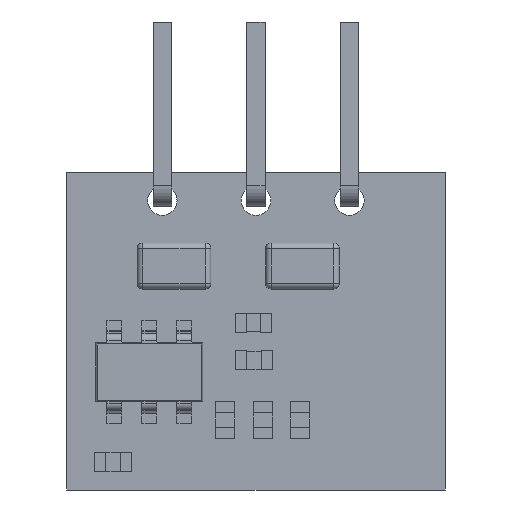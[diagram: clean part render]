
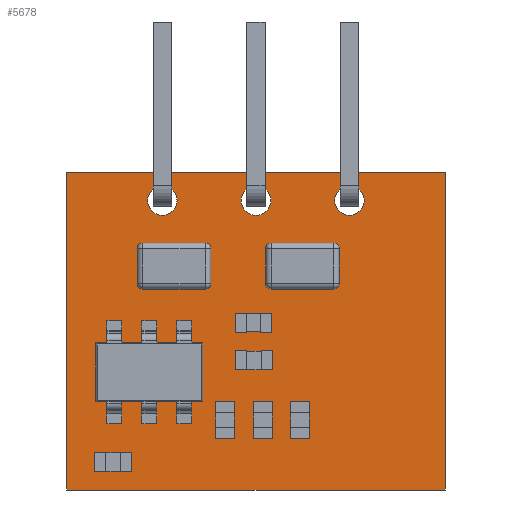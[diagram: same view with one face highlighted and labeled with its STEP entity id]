
A CAD part, front view. The second image highlights one B-rep face of the part: STEP entity #5678.
In plain terms, the highlighted planar face has unit normal (0, -1, 0).
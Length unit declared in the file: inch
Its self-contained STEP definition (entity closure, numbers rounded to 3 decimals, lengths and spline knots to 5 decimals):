
#155 = ORIENTED_EDGE ( 'NONE', *, *, #11572, .F. ) ;
#271 = VERTEX_POINT ( 'NONE', #6231 ) ;
#417 = EDGE_CURVE ( 'NONE', #7101, #18977, #15427, .T. ) ;
#832 = AXIS2_PLACEMENT_3D ( 'NONE', #6806, #12802, #19115 ) ;
#1571 = FACE_OUTER_BOUND ( 'NONE', #19441, .T. ) ;
#1587 = EDGE_CURVE ( 'NONE', #2482, #15323, #14180, .T. ) ;
#1683 = CARTESIAN_POINT ( 'NONE',  ( 0.40448, -0.02363, -0.33897 ) ) ;
#1753 = CARTESIAN_POINT ( 'NONE',  ( 0.40448, -0.02363, 0. ) ) ;
#1817 = CARTESIAN_POINT ( 'NONE',  ( 0.18649, -0.02363, -0.02949 ) ) ;
#1865 = ORIENTED_EDGE ( 'NONE', *, *, #7733, .F. ) ;
#2116 = AXIS2_PLACEMENT_3D ( 'NONE', #1753, #13542, #4679 ) ;
#2482 = VERTEX_POINT ( 'NONE', #16350 ) ;
#2714 = DIRECTION ( 'NONE',  ( 0., -1., 0. ) ) ;
#2767 = EDGE_LOOP ( 'NONE', ( #9254, #9559 ) ) ;
#2847 = ORIENTED_EDGE ( 'NONE', *, *, #417, .F. ) ;
#3245 = EDGE_CURVE ( 'NONE', #13224, #271, #8902, .T. ) ;
#3305 = CARTESIAN_POINT ( 'NONE',  ( 0., -0.02363, 0. ) ) ;
#4068 = CARTESIAN_POINT ( 'NONE',  ( 0.20224, -0.02363, -0.02949 ) ) ;
#4679 = DIRECTION ( 'NONE',  ( -1., 0., 0. ) ) ;
#4869 = CIRCLE ( 'NONE', #7377, 0.01575 ) ;
#5049 = DIRECTION ( 'NONE',  ( 0., -1., 0. ) ) ;
#5101 = VECTOR ( 'NONE', #14279, 39.37008 ) ;
#5634 = LINE ( 'NONE', #17271, #13556 ) ;
#5678 = ADVANCED_FACE ( 'NONE', ( #16602, #14842, #16508, #1571 ), #14946, .T. ) ;
#6197 = CARTESIAN_POINT ( 'NONE',  ( 0.20224, -0.02363, -0.02949 ) ) ;
#6231 = CARTESIAN_POINT ( 'NONE',  ( 0.11787, -0.02363, -0.02949 ) ) ;
#6280 = CARTESIAN_POINT ( 'NONE',  ( 0., -0.02363, -0.33897 ) ) ;
#6293 = CARTESIAN_POINT ( 'NONE',  ( 0., -0.02363, 0. ) ) ;
#6553 = EDGE_LOOP ( 'NONE', ( #2847, #12593 ) ) ;
#6711 = CIRCLE ( 'NONE', #16780, 0.01575 ) ;
#6806 = CARTESIAN_POINT ( 'NONE',  ( 0.10212, -0.02363, -0.02949 ) ) ;
#6854 = CARTESIAN_POINT ( 'NONE',  ( 0.10212, -0.02363, -0.02949 ) ) ;
#7011 = CARTESIAN_POINT ( 'NONE',  ( 0.31787, -0.02363, -0.02949 ) ) ;
#7101 = VERTEX_POINT ( 'NONE', #7011 ) ;
#7377 = AXIS2_PLACEMENT_3D ( 'NONE', #14682, #12891, #16169 ) ;
#7457 = VERTEX_POINT ( 'NONE', #6280 ) ;
#7650 = ORIENTED_EDGE ( 'NONE', *, *, #13393, .F. ) ;
#7733 = EDGE_CURVE ( 'NONE', #15323, #7457, #15158, .T. ) ;
#8634 = CARTESIAN_POINT ( 'NONE',  ( 0.08637, -0.02363, -0.02949 ) ) ;
#8730 = ORIENTED_EDGE ( 'NONE', *, *, #18419, .F. ) ;
#8902 = CIRCLE ( 'NONE', #832, 0.01575 ) ;
#9205 = AXIS2_PLACEMENT_3D ( 'NONE', #6197, #15485, #12852 ) ;
#9223 = VERTEX_POINT ( 'NONE', #1817 ) ;
#9254 = ORIENTED_EDGE ( 'NONE', *, *, #13427, .F. ) ;
#9559 = ORIENTED_EDGE ( 'NONE', *, *, #3245, .F. ) ;
#9591 = VERTEX_POINT ( 'NONE', #12386 ) ;
#9738 = DIRECTION ( 'NONE',  ( 1., 0., 0. ) ) ;
#9869 = DIRECTION ( 'NONE',  ( -1., 0., 0. ) ) ;
#10196 = VECTOR ( 'NONE', #13777, 39.37008 ) ;
#10666 = CARTESIAN_POINT ( 'NONE',  ( 0.28637, -0.02363, -0.02949 ) ) ;
#10770 = VERTEX_POINT ( 'NONE', #3305 ) ;
#11116 = CARTESIAN_POINT ( 'NONE',  ( 0.40448, -0.02363, 0. ) ) ;
#11572 = EDGE_CURVE ( 'NONE', #7457, #10770, #5634, .T. ) ;
#12066 = ORIENTED_EDGE ( 'NONE', *, *, #15777, .F. ) ;
#12386 = CARTESIAN_POINT ( 'NONE',  ( 0.21799, -0.02363, -0.02949 ) ) ;
#12557 = AXIS2_PLACEMENT_3D ( 'NONE', #14204, #5049, #9738 ) ;
#12593 = ORIENTED_EDGE ( 'NONE', *, *, #18206, .F. ) ;
#12802 = DIRECTION ( 'NONE',  ( 0., -1., 0. ) ) ;
#12852 = DIRECTION ( 'NONE',  ( 1., 0., 0. ) ) ;
#12891 = DIRECTION ( 'NONE',  ( 0., -1., 0. ) ) ;
#13224 = VERTEX_POINT ( 'NONE', #8634 ) ;
#13393 = EDGE_CURVE ( 'NONE', #9591, #9223, #15211, .T. ) ;
#13427 = EDGE_CURVE ( 'NONE', #271, #13224, #6711, .T. ) ;
#13542 = DIRECTION ( 'NONE',  ( 0., -1., 0. ) ) ;
#13556 = VECTOR ( 'NONE', #14223, 39.37008 ) ;
#13671 = EDGE_LOOP ( 'NONE', ( #7650, #12066 ) ) ;
#13777 = DIRECTION ( 'NONE',  ( 1., 0., 0. ) ) ;
#14149 = CARTESIAN_POINT ( 'NONE',  ( 0.40448, -0.02363, -0.33897 ) ) ;
#14180 = LINE ( 'NONE', #11116, #5101 ) ;
#14204 = CARTESIAN_POINT ( 'NONE',  ( 0.30212, -0.02363, -0.02949 ) ) ;
#14223 = DIRECTION ( 'NONE',  ( 0., 0., 1. ) ) ;
#14279 = DIRECTION ( 'NONE',  ( 0., 0., -1. ) ) ;
#14682 = CARTESIAN_POINT ( 'NONE',  ( 0.30212, -0.02363, -0.02949 ) ) ;
#14842 = FACE_BOUND ( 'NONE', #6553, .T. ) ;
#14946 = PLANE ( 'NONE',  #2116 ) ;
#15158 = LINE ( 'NONE', #1683, #15978 ) ;
#15211 = CIRCLE ( 'NONE', #9205, 0.01575 ) ;
#15323 = VERTEX_POINT ( 'NONE', #14149 ) ;
#15427 = CIRCLE ( 'NONE', #12557, 0.01575 ) ;
#15485 = DIRECTION ( 'NONE',  ( 0., -1., 0. ) ) ;
#15490 = AXIS2_PLACEMENT_3D ( 'NONE', #4068, #2714, #18743 ) ;
#15777 = EDGE_CURVE ( 'NONE', #9223, #9591, #16101, .T. ) ;
#15978 = VECTOR ( 'NONE', #16731, 39.37008 ) ;
#16101 = CIRCLE ( 'NONE', #15490, 0.01575 ) ;
#16169 = DIRECTION ( 'NONE',  ( 1., 0., 0. ) ) ;
#16350 = CARTESIAN_POINT ( 'NONE',  ( 0.40448, -0.02363, 0. ) ) ;
#16508 = FACE_BOUND ( 'NONE', #13671, .T. ) ;
#16602 = FACE_BOUND ( 'NONE', #2767, .T. ) ;
#16731 = DIRECTION ( 'NONE',  ( -1., 0., 0. ) ) ;
#16780 = AXIS2_PLACEMENT_3D ( 'NONE', #6854, #18860, #9869 ) ;
#17271 = CARTESIAN_POINT ( 'NONE',  ( 0., -0.02363, -0.33897 ) ) ;
#17803 = ORIENTED_EDGE ( 'NONE', *, *, #1587, .F. ) ;
#18206 = EDGE_CURVE ( 'NONE', #18977, #7101, #4869, .T. ) ;
#18419 = EDGE_CURVE ( 'NONE', #10770, #2482, #18590, .T. ) ;
#18590 = LINE ( 'NONE', #6293, #10196 ) ;
#18743 = DIRECTION ( 'NONE',  ( 1., 0., 0. ) ) ;
#18860 = DIRECTION ( 'NONE',  ( 0., -1., 0. ) ) ;
#18977 = VERTEX_POINT ( 'NONE', #10666 ) ;
#19115 = DIRECTION ( 'NONE',  ( -1., 0., 0. ) ) ;
#19441 = EDGE_LOOP ( 'NONE', ( #8730, #155, #1865, #17803 ) ) ;
